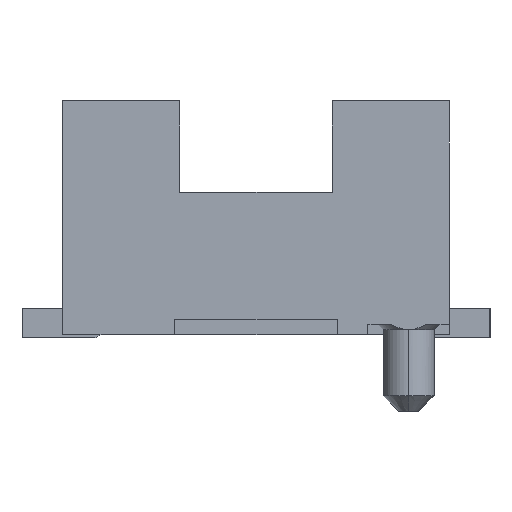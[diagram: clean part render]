
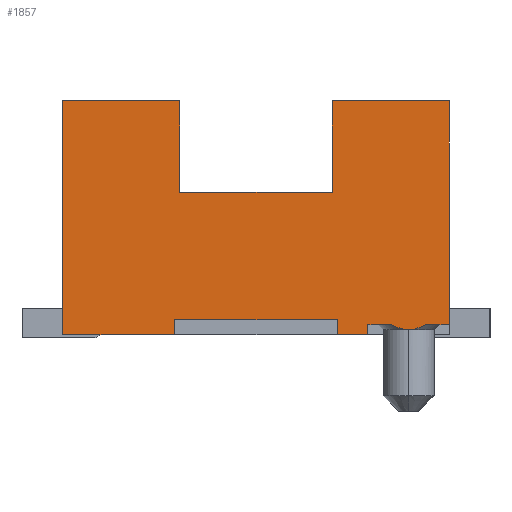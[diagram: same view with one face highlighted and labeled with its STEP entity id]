
A CAD part, left-side view. The second image highlights one B-rep face of the part: STEP entity #1857.
In plain terms, the highlighted planar face has unit normal (-1, 0, 0).
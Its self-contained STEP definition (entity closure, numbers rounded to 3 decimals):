
#117=CARTESIAN_POINT('',(-3.55,-1.5,0.05));
#118=VERTEX_POINT('',#117);
#256=CARTESIAN_POINT('',(-3.55,-1.666,0.1));
#257=VERTEX_POINT('',#256);
#265=CARTESIAN_POINT('',(-3.55,-1.666,0.1));
#266=CARTESIAN_POINT('',(-3.55,-1.654,0.093));
#267=CARTESIAN_POINT('',(-3.55,-1.607,0.069));
#268=CARTESIAN_POINT('',(-3.55,-1.551,0.052));
#269=CARTESIAN_POINT('',(-3.55,-1.506,0.05));
#270=CARTESIAN_POINT('',(-3.55,-1.5,0.05));
#271=B_SPLINE_CURVE_WITH_KNOTS('',3,(#265,#266,#267,#268,#269,#270),.UNSPECIFIED.,.F.,.U.,(4,1,1,4),(0.,0.233,0.9,1.),.UNSPECIFIED.);
#272=EDGE_CURVE('',#257,#118,#271,.T.);
#324=CARTESIAN_POINT('',(-3.55,-1.1,0.1));
#325=VERTEX_POINT('',#324);
#332=CARTESIAN_POINT('',(-3.55,-1.1,0.));
#333=VERTEX_POINT('',#332);
#334=CARTESIAN_POINT('',(-3.55,-1.1,0.1));
#335=DIRECTION('',(0.,0.,-1.));
#336=VECTOR('',#335,0.1);
#337=LINE('',#334,#336);
#338=EDGE_CURVE('',#325,#333,#337,.T.);
#364=CARTESIAN_POINT('',(-3.55,-0.8,0.));
#365=VERTEX_POINT('',#364);
#372=CARTESIAN_POINT('',(-3.55,-0.8,0.15));
#373=VERTEX_POINT('',#372);
#374=CARTESIAN_POINT('',(-3.55,-0.8,0.));
#375=DIRECTION('',(0.,0.,1.));
#376=VECTOR('',#375,0.15);
#377=LINE('',#374,#376);
#378=EDGE_CURVE('',#365,#373,#377,.T.);
#394=CARTESIAN_POINT('',(-3.55,0.8,0.15));
#395=VERTEX_POINT('',#394);
#396=CARTESIAN_POINT('',(-3.55,0.8,0.));
#397=VERTEX_POINT('',#396);
#398=CARTESIAN_POINT('',(-3.55,0.8,0.15));
#399=DIRECTION('',(0.,0.,-1.));
#400=VECTOR('',#399,0.15);
#401=LINE('',#398,#400);
#402=EDGE_CURVE('',#395,#397,#401,.T.);
#436=CARTESIAN_POINT('',(-3.55,-1.334,0.1));
#437=VERTEX_POINT('',#436);
#456=CARTESIAN_POINT('',(-3.55,-1.334,0.1));
#457=DIRECTION('',(0.,1.,0.));
#458=VECTOR('',#457,0.234);
#459=LINE('',#456,#458);
#460=EDGE_CURVE('',#437,#325,#459,.T.);
#464=CARTESIAN_POINT('',(-3.55,-1.9,0.1));
#465=VERTEX_POINT('',#464);
#472=CARTESIAN_POINT('',(-3.55,-1.9,0.1));
#473=DIRECTION('',(0.,1.,0.));
#474=VECTOR('',#473,0.234);
#475=LINE('',#472,#474);
#476=EDGE_CURVE('',#465,#257,#475,.T.);
#522=CARTESIAN_POINT('',(-3.55,-0.8,0.15));
#523=DIRECTION('',(0.,1.,0.));
#524=VECTOR('',#523,1.6);
#525=LINE('',#522,#524);
#526=EDGE_CURVE('',#373,#395,#525,.T.);
#696=CARTESIAN_POINT('',(-3.55,-1.5,0.05));
#697=CARTESIAN_POINT('',(-3.55,-1.487,0.05));
#698=CARTESIAN_POINT('',(-3.55,-1.46,0.052));
#699=CARTESIAN_POINT('',(-3.55,-1.419,0.062));
#700=CARTESIAN_POINT('',(-3.55,-1.377,0.078));
#701=CARTESIAN_POINT('',(-3.55,-1.349,0.092));
#702=CARTESIAN_POINT('',(-3.55,-1.334,0.1));
#703=B_SPLINE_CURVE_WITH_KNOTS('',3,(#696,#697,#698,#699,#700,#701,#702),.UNSPECIFIED.,.F.,.U.,(4,1,1,1,4),(0.,0.224,0.461,0.717,0.999),.UNSPECIFIED.);
#704=EDGE_CURVE('',#118,#437,#703,.T.);
#941=CARTESIAN_POINT('',(-3.55,-0.75,1.4));
#942=VERTEX_POINT('',#941);
#949=CARTESIAN_POINT('',(-3.55,-0.75,2.3));
#950=VERTEX_POINT('',#949);
#951=CARTESIAN_POINT('',(-3.55,-0.75,1.4));
#952=DIRECTION('',(0.,0.,1.));
#953=VECTOR('',#952,0.9);
#954=LINE('',#951,#953);
#955=EDGE_CURVE('',#942,#950,#954,.T.);
#984=CARTESIAN_POINT('',(-3.55,0.75,2.3));
#985=VERTEX_POINT('',#984);
#992=CARTESIAN_POINT('',(-3.55,0.75,1.4));
#993=VERTEX_POINT('',#992);
#994=CARTESIAN_POINT('',(-3.55,0.75,2.3));
#995=DIRECTION('',(0.,0.,-1.));
#996=VECTOR('',#995,0.9);
#997=LINE('',#994,#996);
#998=EDGE_CURVE('',#985,#993,#997,.T.);
#1792=CARTESIAN_POINT('',(-3.55,0.,1.15));
#1793=DIRECTION('',(0.,-1.,0.));
#1794=DIRECTION('',(-1.,0.,0.));
#1795=AXIS2_PLACEMENT_3D('',#1792,#1794,#1793);
#1796=PLANE('',#1795);
#1797=ORIENTED_EDGE('',*,*,#378,.F.);
#1798=CARTESIAN_POINT('',(-3.55,-0.8,0.));
#1799=DIRECTION('',(0.,-1.,0.));
#1800=VECTOR('',#1799,0.3);
#1801=LINE('',#1798,#1800);
#1802=EDGE_CURVE('',#365,#333,#1801,.T.);
#1803=ORIENTED_EDGE('',*,*,#1802,.T.);
#1804=ORIENTED_EDGE('',*,*,#338,.F.);
#1805=ORIENTED_EDGE('',*,*,#460,.F.);
#1806=ORIENTED_EDGE('',*,*,#704,.F.);
#1807=ORIENTED_EDGE('',*,*,#272,.F.);
#1808=ORIENTED_EDGE('',*,*,#476,.F.);
#1809=CARTESIAN_POINT('',(-3.55,-1.9,2.3));
#1810=VERTEX_POINT('',#1809);
#1811=CARTESIAN_POINT('',(-3.55,-1.9,0.1));
#1812=DIRECTION('',(0.,0.,1.));
#1813=VECTOR('',#1812,2.2);
#1814=LINE('',#1811,#1813);
#1815=EDGE_CURVE('',#465,#1810,#1814,.T.);
#1816=ORIENTED_EDGE('',*,*,#1815,.T.);
#1817=CARTESIAN_POINT('',(-3.55,-1.9,2.3));
#1818=DIRECTION('',(0.,1.,0.));
#1819=VECTOR('',#1818,1.15);
#1820=LINE('',#1817,#1819);
#1821=EDGE_CURVE('',#1810,#950,#1820,.T.);
#1822=ORIENTED_EDGE('',*,*,#1821,.T.);
#1823=ORIENTED_EDGE('',*,*,#955,.F.);
#1824=CARTESIAN_POINT('',(-3.55,-0.75,1.4));
#1825=DIRECTION('',(0.,1.,0.));
#1826=VECTOR('',#1825,1.5);
#1827=LINE('',#1824,#1826);
#1828=EDGE_CURVE('',#942,#993,#1827,.T.);
#1829=ORIENTED_EDGE('',*,*,#1828,.T.);
#1830=ORIENTED_EDGE('',*,*,#998,.F.);
#1831=CARTESIAN_POINT('',(-3.55,1.9,2.3));
#1832=VERTEX_POINT('',#1831);
#1833=CARTESIAN_POINT('',(-3.55,0.75,2.3));
#1834=DIRECTION('',(0.,1.,0.));
#1835=VECTOR('',#1834,1.15);
#1836=LINE('',#1833,#1835);
#1837=EDGE_CURVE('',#985,#1832,#1836,.T.);
#1838=ORIENTED_EDGE('',*,*,#1837,.T.);
#1839=CARTESIAN_POINT('',(-3.55,1.9,0.));
#1840=VERTEX_POINT('',#1839);
#1841=CARTESIAN_POINT('',(-3.55,1.9,2.3));
#1842=DIRECTION('',(0.,0.,-1.));
#1843=VECTOR('',#1842,2.3);
#1844=LINE('',#1841,#1843);
#1845=EDGE_CURVE('',#1832,#1840,#1844,.T.);
#1846=ORIENTED_EDGE('',*,*,#1845,.T.);
#1847=CARTESIAN_POINT('',(-3.55,1.9,0.));
#1848=DIRECTION('',(0.,-1.,0.));
#1849=VECTOR('',#1848,1.1);
#1850=LINE('',#1847,#1849);
#1851=EDGE_CURVE('',#1840,#397,#1850,.T.);
#1852=ORIENTED_EDGE('',*,*,#1851,.T.);
#1853=ORIENTED_EDGE('',*,*,#402,.F.);
#1854=ORIENTED_EDGE('',*,*,#526,.F.);
#1855=EDGE_LOOP('',(#1797,#1803,#1804,#1805,#1806,#1807,#1808,#1816,#1822,#1823,#1829,#1830,#1838,#1846,#1852,#1853,#1854));
#1856=FACE_OUTER_BOUND('',#1855,.T.);
#1857=ADVANCED_FACE('',(#1856),#1796,.T.);
